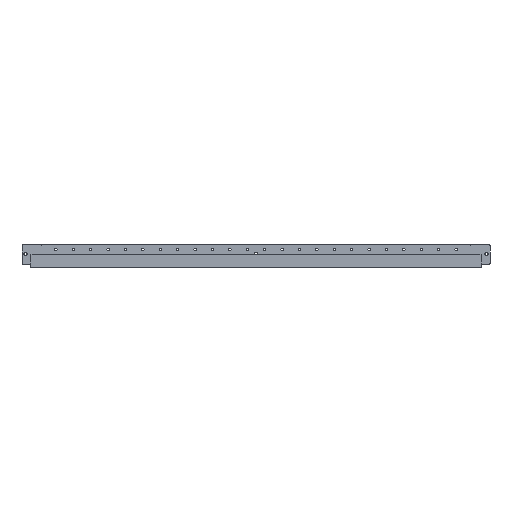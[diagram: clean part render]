
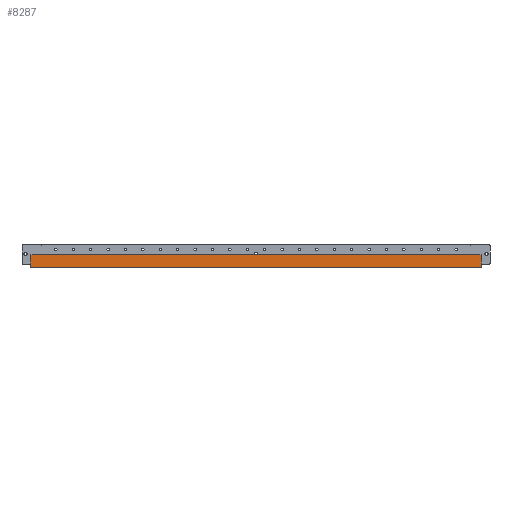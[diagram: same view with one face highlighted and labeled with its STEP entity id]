
A CAD part, top view. The second image highlights one B-rep face of the part: STEP entity #8287.
In plain terms, the highlighted planar face has unit normal (0, 0, 1).
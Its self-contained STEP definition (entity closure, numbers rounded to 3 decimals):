
#2568 = FACE_OUTER_BOUND ( 'NONE', #4177, .T. ) ;
#3493 = VERTEX_POINT ( 'NONE', #10689 ) ;
#3494 = VERTEX_POINT ( 'NONE', #10690 ) ;
#3495 = VERTEX_POINT ( 'NONE', #10691 ) ;
#3496 = VERTEX_POINT ( 'NONE', #10692 ) ;
#3497 = VERTEX_POINT ( 'NONE', #10693 ) ;
#3498 = VERTEX_POINT ( 'NONE', #10694 ) ;
#3499 = VERTEX_POINT ( 'NONE', #10695 ) ;
#3500 = VERTEX_POINT ( 'NONE', #10696 ) ;
#3565 = AXIS2_PLACEMENT_3D ( 'NONE', #6433, #6445, #6446 ) ;
#4099 = LINE ( 'NONE', #6671, #4101 ) ;
#4101 = VECTOR ( 'NONE', #6681, 1000. ) ;
#4105 = LINE ( 'NONE', #6680, #4107 ) ;
#4107 = VECTOR ( 'NONE', #6688, 1000. ) ;
#4118 = LINE ( 'NONE', #6702, #4119 ) ;
#4119 = VECTOR ( 'NONE', #6703, 1000. ) ;
#4120 = LINE ( 'NONE', #6704, #4121 ) ;
#4121 = VECTOR ( 'NONE', #6705, 1000. ) ;
#4122 = LINE ( 'NONE', #6706, #4123 ) ;
#4123 = VECTOR ( 'NONE', #6707, 1000. ) ;
#4124 = LINE ( 'NONE', #6708, #4125 ) ;
#4125 = VECTOR ( 'NONE', #6709, 1000. ) ;
#4126 = LINE ( 'NONE', #6710, #4127 ) ;
#4127 = VECTOR ( 'NONE', #6711, 1000. ) ;
#4128 = LINE ( 'NONE', #6712, #4129 ) ;
#4129 = VECTOR ( 'NONE', #6713, 1000. ) ;
#4177 = EDGE_LOOP ( 'NONE', ( #5549, #5541, #5565, #5557, #5581, #5573, #5597, #5589 ) ) ;
#5541 = ORIENTED_EDGE ( 'NONE', *, *, #8373, .F. ) ;
#5549 = ORIENTED_EDGE ( 'NONE', *, *, #8374, .F. ) ;
#5557 = ORIENTED_EDGE ( 'NONE', *, *, #8375, .F. ) ;
#5565 = ORIENTED_EDGE ( 'NONE', *, *, #8372, .F. ) ;
#5573 = ORIENTED_EDGE ( 'NONE', *, *, #8366, .F. ) ;
#5581 = ORIENTED_EDGE ( 'NONE', *, *, #8362, .F. ) ;
#5589 = ORIENTED_EDGE ( 'NONE', *, *, #8377, .F. ) ;
#5597 = ORIENTED_EDGE ( 'NONE', *, *, #8376, .F. ) ;
#6433 = CARTESIAN_POINT ( 'NONE',  ( 0., -13.475, 3.1 ) ) ;
#6440 = PLANE ( 'NONE',  #3565 ) ;
#6445 = DIRECTION ( 'NONE',  ( 0., 0., 1. ) ) ;
#6446 = DIRECTION ( 'NONE',  ( 1., 0., 0. ) ) ;
#6671 = CARTESIAN_POINT ( 'NONE',  ( 0., -31.325, 3.1 ) ) ;
#6680 = CARTESIAN_POINT ( 'NONE',  ( 647.5, -13.475, 3.1 ) ) ;
#6681 = DIRECTION ( 'NONE',  ( -1., 0., 0. ) ) ;
#6688 = DIRECTION ( 'NONE',  ( 0., -1., 0. ) ) ;
#6702 = CARTESIAN_POINT ( 'NONE',  ( 0., 4.375, 3.1 ) ) ;
#6703 = DIRECTION ( 'NONE',  ( 1., 0., 0. ) ) ;
#6704 = CARTESIAN_POINT ( 'NONE',  ( -640., 14.375, 3.1 ) ) ;
#6705 = DIRECTION ( 'NONE',  ( 0., -1., 0. ) ) ;
#6706 = CARTESIAN_POINT ( 'NONE',  ( -640., 4.275, 3.1 ) ) ;
#6707 = DIRECTION ( 'NONE',  ( 1., 0., 0. ) ) ;
#6708 = CARTESIAN_POINT ( 'NONE',  ( -647.5, -13.475, 3.1 ) ) ;
#6709 = DIRECTION ( 'NONE',  ( 0., 1., 0. ) ) ;
#6710 = CARTESIAN_POINT ( 'NONE',  ( 0., 4.375, 3.1 ) ) ;
#6711 = DIRECTION ( 'NONE',  ( 1., 0., 0. ) ) ;
#6712 = CARTESIAN_POINT ( 'NONE',  ( 640., 4.275, 3.1 ) ) ;
#6713 = DIRECTION ( 'NONE',  ( 0., 1., 0. ) ) ;
#8287 = ADVANCED_FACE ( 'NONE', ( #2568 ), #6440, .T. ) ;
#8362 = EDGE_CURVE ( 'NONE', #3498, #3497, #4099, .T. ) ;
#8366 = EDGE_CURVE ( 'NONE', #3499, #3498, #4105, .T. ) ;
#8372 = EDGE_CURVE ( 'NONE', #3496, #3495, #4118, .T. ) ;
#8373 = EDGE_CURVE ( 'NONE', #3495, #3493, #4120, .T. ) ;
#8374 = EDGE_CURVE ( 'NONE', #3493, #3494, #4122, .T. ) ;
#8375 = EDGE_CURVE ( 'NONE', #3497, #3496, #4124, .T. ) ;
#8376 = EDGE_CURVE ( 'NONE', #3500, #3499, #4126, .T. ) ;
#8377 = EDGE_CURVE ( 'NONE', #3494, #3500, #4128, .T. ) ;
#10689 = CARTESIAN_POINT ( 'NONE',  ( -640., 4.275, 3.1 ) ) ;
#10690 = CARTESIAN_POINT ( 'NONE',  ( 640., 4.275, 3.1 ) ) ;
#10691 = CARTESIAN_POINT ( 'NONE',  ( -640., 4.375, 3.1 ) ) ;
#10692 = CARTESIAN_POINT ( 'NONE',  ( -647.5, 4.375, 3.1 ) ) ;
#10693 = CARTESIAN_POINT ( 'NONE',  ( -647.5, -31.325, 3.1 ) ) ;
#10694 = CARTESIAN_POINT ( 'NONE',  ( 647.5, -31.325, 3.1 ) ) ;
#10695 = CARTESIAN_POINT ( 'NONE',  ( 647.5, 4.375, 3.1 ) ) ;
#10696 = CARTESIAN_POINT ( 'NONE',  ( 640., 4.375, 3.1 ) ) ;
